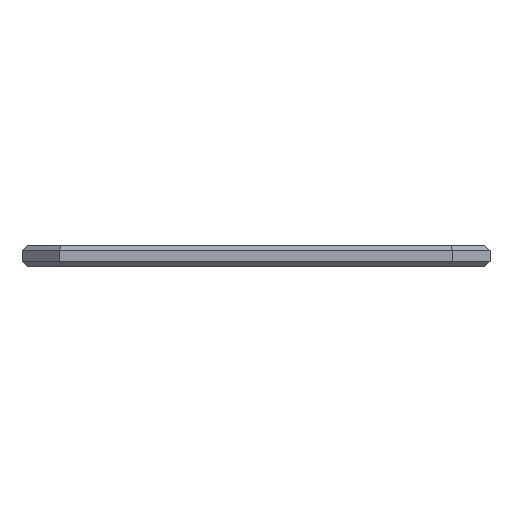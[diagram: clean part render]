
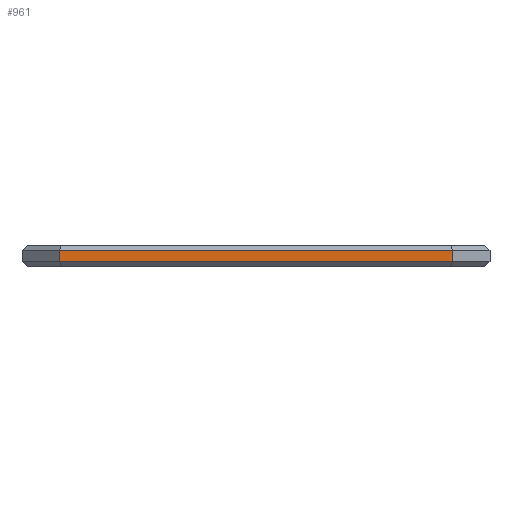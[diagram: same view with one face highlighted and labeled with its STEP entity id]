
A CAD part, front view. The second image highlights one B-rep face of the part: STEP entity #961.
In plain terms, the highlighted planar face has unit normal (0, -1, 0).
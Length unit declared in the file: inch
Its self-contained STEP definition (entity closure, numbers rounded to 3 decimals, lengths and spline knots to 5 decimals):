
#74 = DIRECTION ( 'NONE',  ( -1., 0., 0. ) ) ;
#113 = CARTESIAN_POINT ( 'NONE',  ( 0.37, -0.44, 0.03 ) ) ;
#175 = VERTEX_POINT ( 'NONE', #1281 ) ;
#196 = CARTESIAN_POINT ( 'NONE',  ( -0.44, -0.44, -0.0009 ) ) ;
#202 = DIRECTION ( 'NONE',  ( 1., 0., 0. ) ) ;
#208 = DIRECTION ( 'NONE',  ( 0., -1., 0. ) ) ;
#210 = ORIENTED_EDGE ( 'NONE', *, *, #1106, .T. ) ;
#265 = LINE ( 'NONE', #432, #1183 ) ;
#274 = LINE ( 'NONE', #1759, #1798 ) ;
#317 = EDGE_CURVE ( 'NONE', #1558, #175, #410, .T. ) ;
#398 = FACE_OUTER_BOUND ( 'NONE', #2180, .T. ) ;
#410 = LINE ( 'NONE', #973, #630 ) ;
#432 = CARTESIAN_POINT ( 'NONE',  ( -0.37, -0.44, -0.0009 ) ) ;
#461 = EDGE_CURVE ( 'NONE', #658, #1906, #274, .T. ) ;
#522 = VECTOR ( 'NONE', #652, 39.37008 ) ;
#600 = AXIS2_PLACEMENT_3D ( 'NONE', #196, #208, #2090 ) ;
#630 = VECTOR ( 'NONE', #202, 39.37008 ) ;
#652 = DIRECTION ( 'NONE',  ( 0., 0., 1. ) ) ;
#658 = VERTEX_POINT ( 'NONE', #113 ) ;
#869 = LINE ( 'NONE', #1405, #522 ) ;
#961 = ADVANCED_FACE ( 'NONE', ( #398 ), #2240, .T. ) ;
#973 = CARTESIAN_POINT ( 'NONE',  ( 0.37, -0.44, 0.0091 ) ) ;
#986 = DIRECTION ( 'NONE',  ( 0., 0., -1. ) ) ;
#1106 = EDGE_CURVE ( 'NONE', #1906, #1558, #265, .T. ) ;
#1183 = VECTOR ( 'NONE', #986, 39.37008 ) ;
#1281 = CARTESIAN_POINT ( 'NONE',  ( 0.37, -0.44, 0.0091 ) ) ;
#1352 = ORIENTED_EDGE ( 'NONE', *, *, #317, .T. ) ;
#1405 = CARTESIAN_POINT ( 'NONE',  ( 0.37, -0.44, -0.0009 ) ) ;
#1513 = EDGE_CURVE ( 'NONE', #175, #658, #869, .T. ) ;
#1558 = VERTEX_POINT ( 'NONE', #2333 ) ;
#1759 = CARTESIAN_POINT ( 'NONE',  ( -0.44, -0.44, 0.03 ) ) ;
#1798 = VECTOR ( 'NONE', #74, 39.37008 ) ;
#1877 = ORIENTED_EDGE ( 'NONE', *, *, #461, .T. ) ;
#1906 = VERTEX_POINT ( 'NONE', #1994 ) ;
#1986 = ORIENTED_EDGE ( 'NONE', *, *, #1513, .T. ) ;
#1994 = CARTESIAN_POINT ( 'NONE',  ( -0.37, -0.44, 0.03 ) ) ;
#2090 = DIRECTION ( 'NONE',  ( 0., 0., -1. ) ) ;
#2180 = EDGE_LOOP ( 'NONE', ( #210, #1352, #1986, #1877 ) ) ;
#2240 = PLANE ( 'NONE',  #600 ) ;
#2333 = CARTESIAN_POINT ( 'NONE',  ( -0.37, -0.44, 0.0091 ) ) ;
